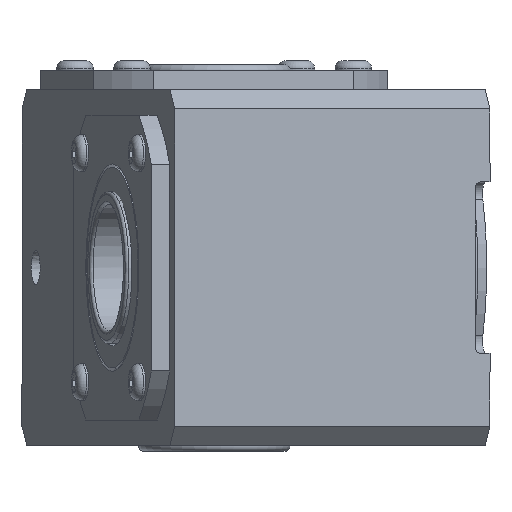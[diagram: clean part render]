
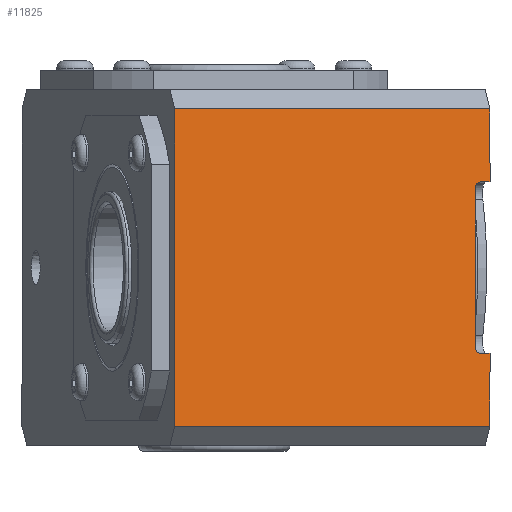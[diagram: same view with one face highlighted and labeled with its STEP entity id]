
A CAD part, front view. The second image highlights one B-rep face of the part: STEP entity #11825.
In plain terms, the highlighted face is planar.
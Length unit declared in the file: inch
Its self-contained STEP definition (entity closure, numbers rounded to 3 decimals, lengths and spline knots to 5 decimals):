
#11258=CARTESIAN_POINT('',(-0.20507,2.62864,5.751));
#11259=VERTEX_POINT('',#11258);
#11268=CARTESIAN_POINT('',(0.51193,2.62864,5.751));
#11269=VERTEX_POINT('',#11268);
#11270=CARTESIAN_POINT('',(0.51193,2.62864,5.751));
#11271=DIRECTION('',(-1.0,0.0,0.0));
#11272=VECTOR('',#11271,0.717);
#11273=LINE('',#11270,#11272);
#11274=EDGE_CURVE('',#11269,#11259,#11273,.T.);
#11311=CARTESIAN_POINT('',(2.20193,2.62864,5.751));
#11312=VERTEX_POINT('',#11311);
#11319=CARTESIAN_POINT('',(2.91893,2.62864,5.751));
#11320=VERTEX_POINT('',#11319);
#11321=CARTESIAN_POINT('',(2.91893,2.62864,5.751));
#11322=DIRECTION('',(-1.0,0.0,0.0));
#11323=VECTOR('',#11322,0.717);
#11324=LINE('',#11321,#11323);
#11325=EDGE_CURVE('',#11320,#11312,#11324,.T.);
#11744=CARTESIAN_POINT('',(-0.20507,-0.58236,5.751));
#11745=VERTEX_POINT('',#11744);
#11752=CARTESIAN_POINT('',(-0.20507,-0.58236,5.751));
#11753=DIRECTION('',(0.0,1.0,0.0));
#11754=VECTOR('',#11753,3.211);
#11755=LINE('',#11752,#11754);
#11756=EDGE_CURVE('',#11745,#11259,#11755,.T.);
#11761=CARTESIAN_POINT('',(1.35693,1.11788,5.751));
#11762=DIRECTION('',(0.0,0.0,1.0));
#11763=DIRECTION('',(1.0,0.0,0.0));
#11764=AXIS2_PLACEMENT_3D('',#11761,#11762,#11763);
#11765=PLANE('',#11764);
#11766=ORIENTED_EDGE('',*,*,#11756,.F.);
#11767=CARTESIAN_POINT('',(2.91893,-0.58236,5.751));
#11768=VERTEX_POINT('',#11767);
#11769=CARTESIAN_POINT('',(2.91893,-0.58236,5.751));
#11770=DIRECTION('',(-1.0,0.0,0.0));
#11771=VECTOR('',#11770,3.124);
#11772=LINE('',#11769,#11771);
#11773=EDGE_CURVE('',#11768,#11745,#11772,.T.);
#11774=ORIENTED_EDGE('',*,*,#11773,.F.);
#11775=CARTESIAN_POINT('',(2.91893,2.62864,5.751));
#11776=DIRECTION('',(0.0,-1.0,0.0));
#11777=VECTOR('',#11776,3.211);
#11778=LINE('',#11775,#11777);
#11779=EDGE_CURVE('',#11320,#11768,#11778,.T.);
#11780=ORIENTED_EDGE('',*,*,#11779,.F.);
#11781=ORIENTED_EDGE('',*,*,#11325,.T.);
#11782=CARTESIAN_POINT('',(2.20193,2.53864,5.751));
#11783=VERTEX_POINT('',#11782);
#11784=CARTESIAN_POINT('',(2.20193,2.53864,5.751));
#11785=DIRECTION('',(0.0,1.0,0.0));
#11786=VECTOR('',#11785,0.09);
#11787=LINE('',#11784,#11786);
#11788=EDGE_CURVE('',#11783,#11312,#11787,.T.);
#11789=ORIENTED_EDGE('',*,*,#11788,.F.);
#11790=CARTESIAN_POINT('',(2.14193,2.47864,5.751));
#11791=VERTEX_POINT('',#11790);
#11792=CARTESIAN_POINT('',(2.14193,2.53864,5.751));
#11793=DIRECTION('',(0.0,0.0,1.));
#11794=DIRECTION('',(0.707,-0.707,0.0));
#11795=AXIS2_PLACEMENT_3D('',#11792,#11793,#11794);
#11796=CIRCLE('',#11795,0.06);
#11797=EDGE_CURVE('',#11791,#11783,#11796,.T.);
#11798=ORIENTED_EDGE('',*,*,#11797,.F.);
#11799=CARTESIAN_POINT('',(0.57193,2.47864,5.751));
#11800=VERTEX_POINT('',#11799);
#11801=CARTESIAN_POINT('',(0.57193,2.47864,5.751));
#11802=DIRECTION('',(1.0,0.0,0.0));
#11803=VECTOR('',#11802,1.57);
#11804=LINE('',#11801,#11803);
#11805=EDGE_CURVE('',#11800,#11791,#11804,.T.);
#11806=ORIENTED_EDGE('',*,*,#11805,.F.);
#11807=CARTESIAN_POINT('',(0.51193,2.53864,5.751));
#11808=VERTEX_POINT('',#11807);
#11809=CARTESIAN_POINT('',(0.57193,2.53864,5.751));
#11810=DIRECTION('',(0.0,0.0,1.));
#11811=DIRECTION('',(-0.707,-0.707,0.0));
#11812=AXIS2_PLACEMENT_3D('',#11809,#11810,#11811);
#11813=CIRCLE('',#11812,0.06);
#11814=EDGE_CURVE('',#11808,#11800,#11813,.T.);
#11815=ORIENTED_EDGE('',*,*,#11814,.F.);
#11816=CARTESIAN_POINT('',(0.51193,2.62864,5.751));
#11817=DIRECTION('',(0.0,-1.0,0.0));
#11818=VECTOR('',#11817,0.09);
#11819=LINE('',#11816,#11818);
#11820=EDGE_CURVE('',#11269,#11808,#11819,.T.);
#11821=ORIENTED_EDGE('',*,*,#11820,.F.);
#11822=ORIENTED_EDGE('',*,*,#11274,.T.);
#11823=EDGE_LOOP('',(#11766,#11774,#11780,#11781,#11789,#11798,#11806,#11815,#11821,#11822));
#11824=FACE_OUTER_BOUND('',#11823,.T.);
#11825=ADVANCED_FACE('',(#11824),#11765,.T.);
